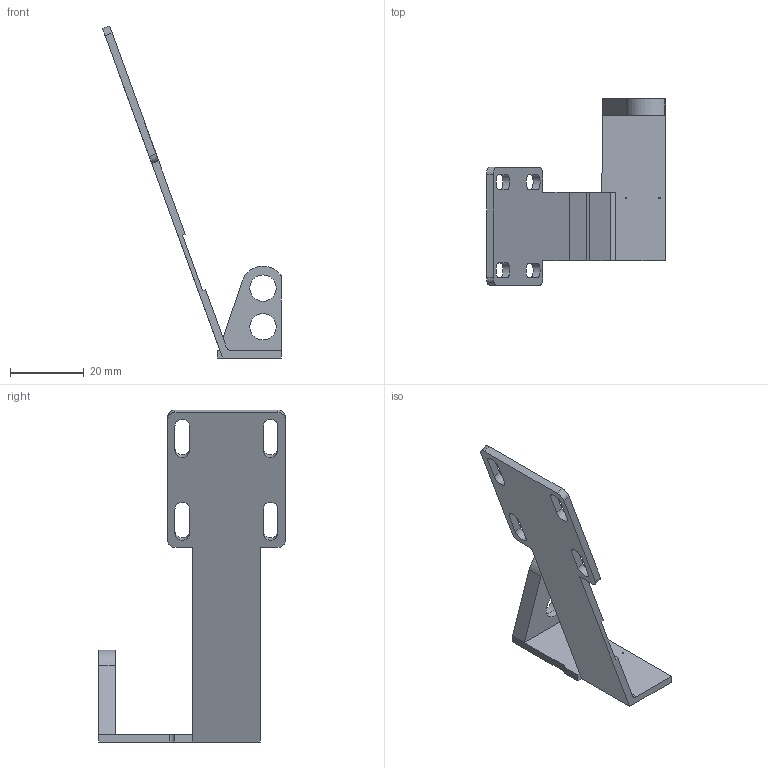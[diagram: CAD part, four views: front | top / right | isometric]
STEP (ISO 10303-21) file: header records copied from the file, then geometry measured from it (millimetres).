
FILE_DESCRIPTION(('STEP AP203'),'1');
FILE_NAME('Support bas.stp','2020-10-01T14:13:07',(' '),(' '),'Spatial InterOp 3D',' ',' ');
FILE_SCHEMA(('CONFIG_CONTROL_DESIGN'));
Length unit declared in the file: millimetre
Products named in the file (3): Support bas; support 2 - V3; support3 - V2
Assembly tree (2 placements, depth 2):
  Support bas
    support 2 - V3
    support3 - V2
Bounding box: 48.62 x 50.75 x 90.28 mm (x, y, z)
Volume: 6337.1 mm3; surface area: 7512.3 mm2
Topology: 2 solids, 2 shells, 57 faces, 152 edges, 101 vertices
Faces by surface type: plane 35, cylinder 22
Full cylindrical faces by diameter (mm): 0.4 x2, 7.15 x2, 8.15 x2
Entity records: 1994 total; most frequent: DIRECTION 310, CARTESIAN_POINT 307, ORIENTED_EDGE 292, EDGE_CURVE 146, AXIS2_PLACEMENT_3D 104, LINE 102, VECTOR 102, VERTEX_POINT 101
